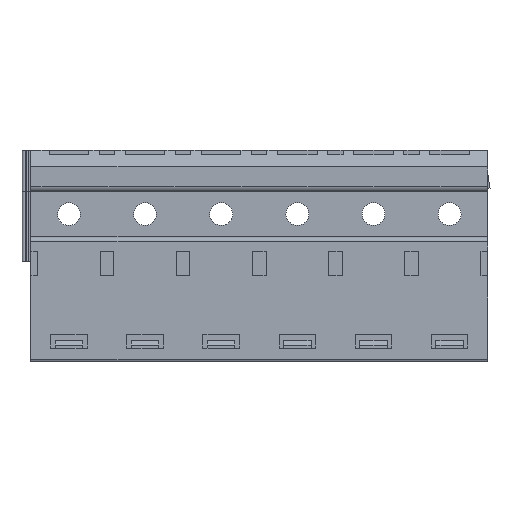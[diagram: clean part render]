
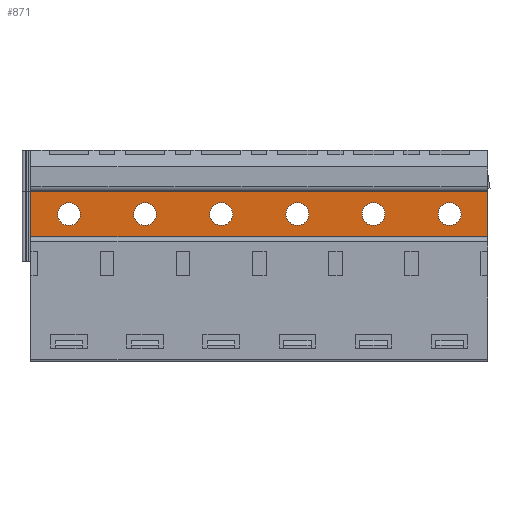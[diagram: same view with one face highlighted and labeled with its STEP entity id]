
A CAD part, front view. The second image highlights one B-rep face of the part: STEP entity #871.
In plain terms, the highlighted planar face has unit normal (0, -1, 0).
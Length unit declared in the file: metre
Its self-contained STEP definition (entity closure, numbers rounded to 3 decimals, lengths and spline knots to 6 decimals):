
#871=ADVANCED_FACE('',(#2337,#2338,#2339,#2340,#2341,#2342,#2343),#2344,.T.);
#2337=FACE_OUTER_BOUND('',#4439,.T.);
#2338=FACE_BOUND('',#4440,.T.);
#2339=FACE_BOUND('',#4441,.T.);
#2340=FACE_BOUND('',#4442,.T.);
#2341=FACE_BOUND('',#4443,.T.);
#2342=FACE_BOUND('',#4444,.T.);
#2343=FACE_BOUND('',#4445,.T.);
#2344=PLANE('',#4446);
#4439=EDGE_LOOP('',(#7476,#7477,#7478,#7479,#7480));
#4440=EDGE_LOOP('',(#7481));
#4441=EDGE_LOOP('',(#7482));
#4442=EDGE_LOOP('',(#7483));
#4443=EDGE_LOOP('',(#7484));
#4444=EDGE_LOOP('',(#7485));
#4445=EDGE_LOOP('',(#7486));
#4446=AXIS2_PLACEMENT_3D('',#7487,#7488,#7489);
#7476=ORIENTED_EDGE('',*,*,#12889,.T.);
#7477=ORIENTED_EDGE('',*,*,#12890,.F.);
#7478=ORIENTED_EDGE('',*,*,#12891,.T.);
#7479=ORIENTED_EDGE('',*,*,#12484,.T.);
#7480=ORIENTED_EDGE('',*,*,#12892,.T.);
#7481=ORIENTED_EDGE('',*,*,#12205,.F.);
#7482=ORIENTED_EDGE('',*,*,#12893,.F.);
#7483=ORIENTED_EDGE('',*,*,#12894,.F.);
#7484=ORIENTED_EDGE('',*,*,#12895,.F.);
#7485=ORIENTED_EDGE('',*,*,#12896,.F.);
#7486=ORIENTED_EDGE('',*,*,#12897,.F.);
#7487=CARTESIAN_POINT('',(14.195107,11.733671,-0.088508));
#7488=DIRECTION('',(0.,-1.0,0.));
#7489=DIRECTION('',(0.0,0.,-1.0));
#12205=EDGE_CURVE('',#14609,#14609,#14610,.T.);
#12484=EDGE_CURVE('',#15060,#15061,#15062,.T.);
#12889=EDGE_CURVE('',#15794,#15795,#15796,.T.);
#12890=EDGE_CURVE('',#15797,#15795,#15798,.T.);
#12891=EDGE_CURVE('',#15797,#15060,#15799,.T.);
#12892=EDGE_CURVE('',#15061,#15794,#15800,.T.);
#12893=EDGE_CURVE('',#15801,#15801,#15802,.T.);
#12894=EDGE_CURVE('',#15803,#15803,#15804,.T.);
#12895=EDGE_CURVE('',#15805,#15805,#15806,.T.);
#12896=EDGE_CURVE('',#15807,#15807,#15808,.T.);
#12897=EDGE_CURVE('',#15809,#15809,#15810,.T.);
#14609=VERTEX_POINT('',#18185);
#14610=CIRCLE('',#18186,0.00075);
#15060=VERTEX_POINT('',#18828);
#15061=VERTEX_POINT('',#18829);
#15062=LINE('',#18830,#18831);
#15794=VERTEX_POINT('',#19908);
#15795=VERTEX_POINT('',#19909);
#15796=LINE('',#19910,#19911);
#15797=VERTEX_POINT('',#19912);
#15798=LINE('',#19913,#19914);
#15799=LINE('',#19915,#19916);
#15800=LINE('',#19917,#19918);
#15801=VERTEX_POINT('',#19919);
#15802=CIRCLE('',#19920,0.00075);
#15803=VERTEX_POINT('',#19921);
#15804=CIRCLE('',#19922,0.00075);
#15805=VERTEX_POINT('',#19923);
#15806=CIRCLE('',#19924,0.00075);
#15807=VERTEX_POINT('',#19925);
#15808=CIRCLE('',#19926,0.00075);
#15809=VERTEX_POINT('',#19927);
#15810=CIRCLE('',#19928,0.00075);
#18185=CARTESIAN_POINT('',(14.188357,11.733671,-0.087008));
#18186=AXIS2_PLACEMENT_3D('',#23171,#23172,#23173);
#18828=CARTESIAN_POINT('',(14.214487,11.733671,-0.085508));
#18829=CARTESIAN_POINT('',(14.185107,11.733671,-0.085508));
#18830=CARTESIAN_POINT('',(14.195107,11.733671,-0.085508));
#18831=VECTOR('',#23449,1.0);
#19908=CARTESIAN_POINT('',(14.185107,11.733671,-0.088508));
#19909=CARTESIAN_POINT('',(14.215107,11.733671,-0.088508));
#19910=CARTESIAN_POINT('',(14.195107,11.733671,-0.088508));
#19911=VECTOR('',#23915,1.0);
#19912=CARTESIAN_POINT('',(14.215107,11.733671,-0.085508));
#19913=CARTESIAN_POINT('',(14.215107,11.733671,-0.088508));
#19914=VECTOR('',#23916,1.0);
#19915=CARTESIAN_POINT('',(14.200107,11.733671,-0.085508));
#19916=VECTOR('',#23917,1.0);
#19917=CARTESIAN_POINT('',(14.185107,11.733671,-0.088508));
#19918=VECTOR('',#23918,1.0);
#19919=CARTESIAN_POINT('',(14.193357,11.733671,-0.087008));
#19920=AXIS2_PLACEMENT_3D('',#23919,#23920,#23921);
#19921=CARTESIAN_POINT('',(14.198357,11.733671,-0.087008));
#19922=AXIS2_PLACEMENT_3D('',#23922,#23923,#23924);
#19923=CARTESIAN_POINT('',(14.203357,11.733671,-0.087008));
#19924=AXIS2_PLACEMENT_3D('',#23925,#23926,#23927);
#19925=CARTESIAN_POINT('',(14.213357,11.733671,-0.087008));
#19926=AXIS2_PLACEMENT_3D('',#23928,#23929,#23930);
#19927=CARTESIAN_POINT('',(14.208357,11.733671,-0.087008));
#19928=AXIS2_PLACEMENT_3D('',#23931,#23932,#23933);
#23171=CARTESIAN_POINT('',(14.187607,11.733671,-0.087008));
#23172=DIRECTION('',(0.,-1.0,0.));
#23173=DIRECTION('',(1.0,0.,0.0));
#23449=DIRECTION('',(-1.0,0.,0.));
#23915=DIRECTION('',(1.0,0.,0.));
#23916=DIRECTION('',(0.,0.,-1.0));
#23917=DIRECTION('',(-1.0,0.,0.));
#23918=DIRECTION('',(0.,0.,-1.0));
#23919=CARTESIAN_POINT('',(14.192607,11.733671,-0.087008));
#23920=DIRECTION('',(0.,-1.0,0.));
#23921=DIRECTION('',(1.0,0.,0.0));
#23922=CARTESIAN_POINT('',(14.197607,11.733671,-0.087008));
#23923=DIRECTION('',(0.,-1.0,0.));
#23924=DIRECTION('',(1.0,0.,0.0));
#23925=CARTESIAN_POINT('',(14.202607,11.733671,-0.087008));
#23926=DIRECTION('',(0.,-1.0,0.));
#23927=DIRECTION('',(1.0,0.,0.0));
#23928=CARTESIAN_POINT('',(14.212607,11.733671,-0.087008));
#23929=DIRECTION('',(0.,-1.0,0.));
#23930=DIRECTION('',(1.0,0.,0.0));
#23931=CARTESIAN_POINT('',(14.207607,11.733671,-0.087008));
#23932=DIRECTION('',(0.,-1.0,0.));
#23933=DIRECTION('',(1.0,0.,0.0));
